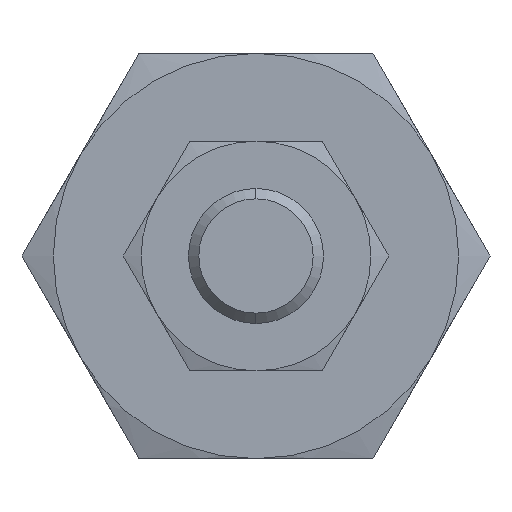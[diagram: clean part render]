
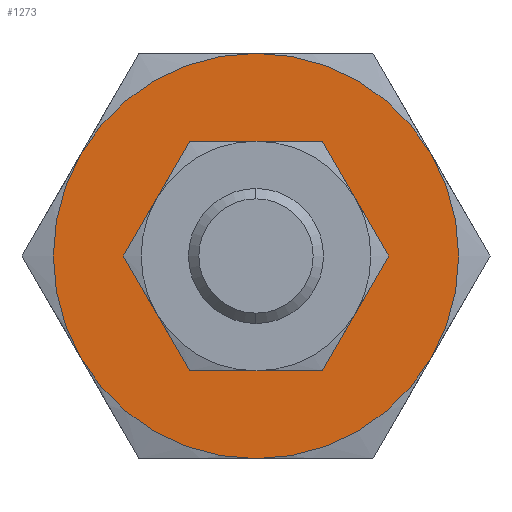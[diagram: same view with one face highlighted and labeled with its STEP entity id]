
A CAD part, left-side view. The second image highlights one B-rep face of the part: STEP entity #1273.
In plain terms, the highlighted planar face has unit normal (-1, 0, 0).
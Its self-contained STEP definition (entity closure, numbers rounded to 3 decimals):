
#1201=CARTESIAN_POINT('',(-46.,7.,0.));
#1202=DIRECTION('',(1.,0.,0.));
#1203=DIRECTION('',(0.,0.,-1.));
#1204=AXIS2_PLACEMENT_3D('',#1201,#1202,#1203);
#1205=PLANE('',#1204);
#1206=CARTESIAN_POINT('',(-46.,12.99,-7.5));
#1207=VERTEX_POINT('',#1206);
#1208=CARTESIAN_POINT('',(-46.,12.99,7.5));
#1209=VERTEX_POINT('',#1208);
#1210=CARTESIAN_POINT('',(-46.,0.,0.));
#1211=DIRECTION('',(1.,0.,-0.));
#1212=DIRECTION('',(-0.,0.,-1.));
#1213=AXIS2_PLACEMENT_3D('',#1210,#1211,#1212);
#1214=CIRCLE('',#1213,15.);
#1215=EDGE_CURVE('',#1207,#1209,#1214,.T.);
#1216=ORIENTED_EDGE('',*,*,#1215,.F.);
#1217=CARTESIAN_POINT('',(-46.,-0.,-15.));
#1218=VERTEX_POINT('',#1217);
#1219=CARTESIAN_POINT('',(-46.,0.,0.));
#1220=DIRECTION('',(1.,0.,-0.));
#1221=DIRECTION('',(-0.,0.,-1.));
#1222=AXIS2_PLACEMENT_3D('',#1219,#1220,#1221);
#1223=CIRCLE('',#1222,15.);
#1224=EDGE_CURVE('',#1218,#1207,#1223,.T.);
#1225=ORIENTED_EDGE('',*,*,#1224,.F.);
#1226=CARTESIAN_POINT('',(-46.,-12.99,-7.5));
#1227=VERTEX_POINT('',#1226);
#1228=CARTESIAN_POINT('',(-46.,0.,0.));
#1229=DIRECTION('',(1.,0.,-0.));
#1230=DIRECTION('',(-0.,0.,-1.));
#1231=AXIS2_PLACEMENT_3D('',#1228,#1229,#1230);
#1232=CIRCLE('',#1231,15.);
#1233=EDGE_CURVE('',#1227,#1218,#1232,.T.);
#1234=ORIENTED_EDGE('',*,*,#1233,.F.);
#1235=CARTESIAN_POINT('',(-46.,-12.99,7.5));
#1236=VERTEX_POINT('',#1235);
#1237=CARTESIAN_POINT('',(-46.,0.,0.));
#1238=DIRECTION('',(1.,0.,-0.));
#1239=DIRECTION('',(-0.,0.,-1.));
#1240=AXIS2_PLACEMENT_3D('',#1237,#1238,#1239);
#1241=CIRCLE('',#1240,15.);
#1242=EDGE_CURVE('',#1236,#1227,#1241,.T.);
#1243=ORIENTED_EDGE('',*,*,#1242,.F.);
#1244=CARTESIAN_POINT('',(-46.,0.,15.));
#1245=VERTEX_POINT('',#1244);
#1246=CARTESIAN_POINT('',(-46.,0.,0.));
#1247=DIRECTION('',(1.,0.,-0.));
#1248=DIRECTION('',(-0.,0.,-1.));
#1249=AXIS2_PLACEMENT_3D('',#1246,#1247,#1248);
#1250=CIRCLE('',#1249,15.);
#1251=EDGE_CURVE('',#1245,#1236,#1250,.T.);
#1252=ORIENTED_EDGE('',*,*,#1251,.F.);
#1253=CARTESIAN_POINT('',(-46.,0.,0.));
#1254=DIRECTION('',(1.,0.,-0.));
#1255=DIRECTION('',(-0.,0.,-1.));
#1256=AXIS2_PLACEMENT_3D('',#1253,#1254,#1255);
#1257=CIRCLE('',#1256,15.);
#1258=EDGE_CURVE('',#1209,#1245,#1257,.T.);
#1259=ORIENTED_EDGE('',*,*,#1258,.F.);
#1260=EDGE_LOOP('',(#1216,#1225,#1234,#1243,#1252,#1259));
#1261=FACE_BOUND('',#1260,.T.);
#1262=CARTESIAN_POINT('',(-46.,-0.,-7.));
#1263=VERTEX_POINT('',#1262);
#1264=CARTESIAN_POINT('',(-46.,0.,0.));
#1265=DIRECTION('',(1.,0.,-0.));
#1266=DIRECTION('',(-0.,0.,-1.));
#1267=AXIS2_PLACEMENT_3D('',#1264,#1265,#1266);
#1268=CIRCLE('',#1267,7.);
#1269=EDGE_CURVE('',#1263,#1263,#1268,.T.);
#1270=ORIENTED_EDGE('',*,*,#1269,.T.);
#1271=EDGE_LOOP('',(#1270));
#1272=FACE_BOUND('',#1271,.T.);
#1273=ADVANCED_FACE('',(#1261,#1272),#1205,.F.);
